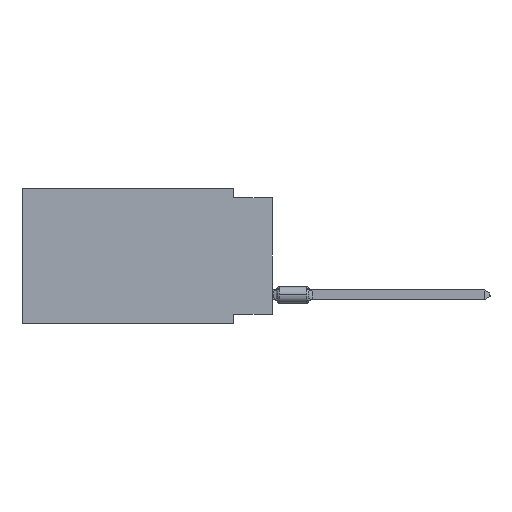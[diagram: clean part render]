
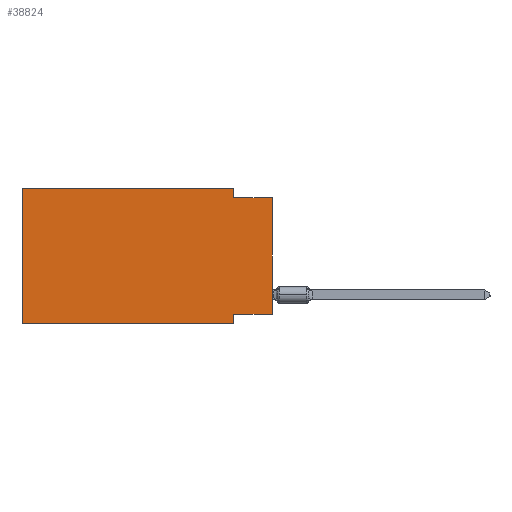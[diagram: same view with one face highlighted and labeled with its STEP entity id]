
A CAD part, left-side view. The second image highlights one B-rep face of the part: STEP entity #38824.
In plain terms, the highlighted planar face has unit normal (-1, 0, 0).
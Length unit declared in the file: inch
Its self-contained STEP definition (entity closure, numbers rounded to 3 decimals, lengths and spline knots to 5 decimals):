
#559 = VECTOR ( 'NONE', #24161, 39.37008 ) ;
#3597 = ORIENTED_EDGE ( 'NONE', *, *, #29408, .T. ) ;
#3789 = CARTESIAN_POINT ( 'NONE',  ( 0., 0.645, 0. ) ) ;
#3792 = EDGE_CURVE ( 'NONE', #39202, #34407, #22891, .T. ) ;
#4076 = CARTESIAN_POINT ( 'NONE',  ( 0., 0.645, -0.35 ) ) ;
#4559 = ORIENTED_EDGE ( 'NONE', *, *, #45184, .F. ) ;
#4781 = ORIENTED_EDGE ( 'NONE', *, *, #6957, .F. ) ;
#6168 = EDGE_CURVE ( 'NONE', #27147, #45071, #24006, .T. ) ;
#6633 = CARTESIAN_POINT ( 'NONE',  ( 0., 0.645, 0. ) ) ;
#6957 = EDGE_CURVE ( 'NONE', #45071, #47960, #28861, .T. ) ;
#7182 = VECTOR ( 'NONE', #16736, 39.37008 ) ;
#9359 = VECTOR ( 'NONE', #15214, 39.37008 ) ;
#9917 = ORIENTED_EDGE ( 'NONE', *, *, #3792, .F. ) ;
#10268 = EDGE_LOOP ( 'NONE', ( #51138, #4781, #42830, #4559, #57808, #3597, #53283, #9917 ) ) ;
#10724 = DIRECTION ( 'NONE',  ( 0., 0., -1. ) ) ;
#10958 = PLANE ( 'NONE',  #37701 ) ;
#11854 = CARTESIAN_POINT ( 'NONE',  ( 0., 0.1, 0. ) ) ;
#15214 = DIRECTION ( 'NONE',  ( 0., -1., 0. ) ) ;
#15801 = CARTESIAN_POINT ( 'NONE',  ( 0., 0.645, -0.35 ) ) ;
#16736 = DIRECTION ( 'NONE',  ( 0., 0., 1. ) ) ;
#19003 = CARTESIAN_POINT ( 'NONE',  ( 0., 0.645, 0. ) ) ;
#22891 = LINE ( 'NONE', #35873, #58069 ) ;
#24006 = LINE ( 'NONE', #28122, #53311 ) ;
#24161 = DIRECTION ( 'NONE',  ( 0., -1., 0. ) ) ;
#26460 = CARTESIAN_POINT ( 'NONE',  ( 0., 0., 0. ) ) ;
#27147 = VERTEX_POINT ( 'NONE', #11854 ) ;
#27572 = FACE_OUTER_BOUND ( 'NONE', #10268, .T. ) ;
#27753 = CARTESIAN_POINT ( 'NONE',  ( 0., 0.1, -0.35 ) ) ;
#27759 = VECTOR ( 'NONE', #54311, 39.37008 ) ;
#28122 = CARTESIAN_POINT ( 'NONE',  ( 0., 0.1, 0. ) ) ;
#28861 = LINE ( 'NONE', #55419, #559 ) ;
#29408 = EDGE_CURVE ( 'NONE', #53822, #50521, #56227, .T. ) ;
#30897 = EDGE_CURVE ( 'NONE', #53822, #42254, #44221, .T. ) ;
#30933 = CARTESIAN_POINT ( 'NONE',  ( 0., 0.1, -0.325 ) ) ;
#31732 = DIRECTION ( 'NONE',  ( 1., 0., 0. ) ) ;
#34407 = VERTEX_POINT ( 'NONE', #30933 ) ;
#35873 = CARTESIAN_POINT ( 'NONE',  ( 0., 0., -0.325 ) ) ;
#36999 = DIRECTION ( 'NONE',  ( 0., 0., -1. ) ) ;
#37701 = AXIS2_PLACEMENT_3D ( 'NONE', #19003, #31732, #36999 ) ;
#38360 = CARTESIAN_POINT ( 'NONE',  ( 0., 0., -0.325 ) ) ;
#38824 = ADVANCED_FACE ( 'NONE', ( #27572 ), #10958, .F. ) ;
#39202 = VERTEX_POINT ( 'NONE', #38360 ) ;
#39773 = DIRECTION ( 'NONE',  ( 0., 0., 1. ) ) ;
#40889 = DIRECTION ( 'NONE',  ( 0., 1., 0. ) ) ;
#42254 = VERTEX_POINT ( 'NONE', #56580 ) ;
#42830 = ORIENTED_EDGE ( 'NONE', *, *, #6168, .F. ) ;
#44221 = LINE ( 'NONE', #3789, #47077 ) ;
#45071 = VERTEX_POINT ( 'NONE', #52078 ) ;
#45184 = EDGE_CURVE ( 'NONE', #42254, #27147, #47372, .T. ) ;
#47077 = VECTOR ( 'NONE', #39773, 39.37008 ) ;
#47372 = LINE ( 'NONE', #6633, #54027 ) ;
#47960 = VERTEX_POINT ( 'NONE', #51423 ) ;
#50521 = VERTEX_POINT ( 'NONE', #53449 ) ;
#51138 = ORIENTED_EDGE ( 'NONE', *, *, #58003, .T. ) ;
#51423 = CARTESIAN_POINT ( 'NONE',  ( 0., 0., -0.025 ) ) ;
#51784 = DIRECTION ( 'NONE',  ( 0., -1., 0. ) ) ;
#52078 = CARTESIAN_POINT ( 'NONE',  ( 0., 0.1, -0.025 ) ) ;
#52414 = EDGE_CURVE ( 'NONE', #34407, #50521, #54581, .T. ) ;
#53283 = ORIENTED_EDGE ( 'NONE', *, *, #52414, .F. ) ;
#53311 = VECTOR ( 'NONE', #10724, 39.37008 ) ;
#53449 = CARTESIAN_POINT ( 'NONE',  ( 0., 0.1, -0.35 ) ) ;
#53822 = VERTEX_POINT ( 'NONE', #4076 ) ;
#54027 = VECTOR ( 'NONE', #51784, 39.37008 ) ;
#54311 = DIRECTION ( 'NONE',  ( 0., 0., -1. ) ) ;
#54581 = LINE ( 'NONE', #27753, #27759 ) ;
#55419 = CARTESIAN_POINT ( 'NONE',  ( 0., 0., -0.025 ) ) ;
#56227 = LINE ( 'NONE', #15801, #9359 ) ;
#56580 = CARTESIAN_POINT ( 'NONE',  ( 0., 0.645, 0. ) ) ;
#57741 = LINE ( 'NONE', #26460, #7182 ) ;
#57808 = ORIENTED_EDGE ( 'NONE', *, *, #30897, .F. ) ;
#58003 = EDGE_CURVE ( 'NONE', #39202, #47960, #57741, .T. ) ;
#58069 = VECTOR ( 'NONE', #40889, 39.37008 ) ;
